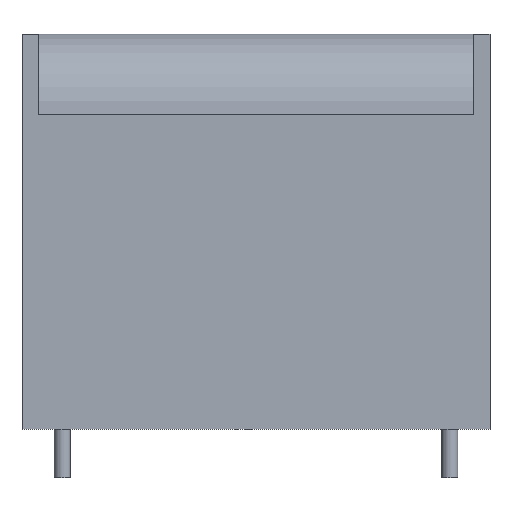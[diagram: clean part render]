
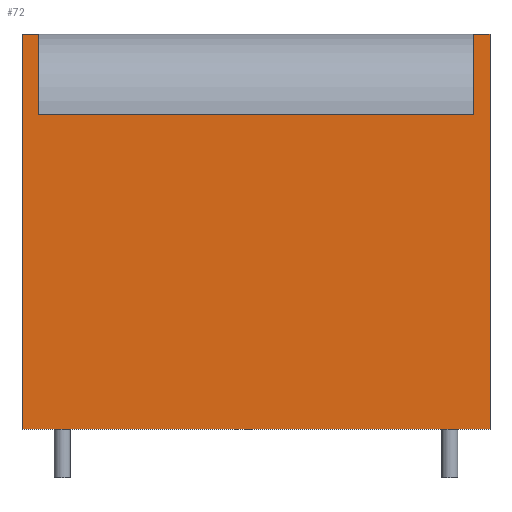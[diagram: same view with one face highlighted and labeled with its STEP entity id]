
A CAD part, front view. The second image highlights one B-rep face of the part: STEP entity #72.
In plain terms, the highlighted planar face has unit normal (0, -1, 0).
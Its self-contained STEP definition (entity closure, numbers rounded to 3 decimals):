
#72=ADVANCED_FACE('',(#5345),#5347,.T.);
#5345=FACE_BOUND('',#5346,.T.);
#5346=EDGE_LOOP('',(#9565,#9566,#9567,#9568,#9569,#9570,#9571,#9572));
#5347=PLANE('',#5348);
#5348=AXIS2_PLACEMENT_3D('',#5349,#5350,#5351);
#5349=CARTESIAN_POINT('',(0.,0.,0.));
#5350=DIRECTION('',(0.,-1.,0.));
#5351=DIRECTION('',(1.,0.,0.));
#9565=ORIENTED_EDGE('',*,*,#13015,.F.);
#9566=ORIENTED_EDGE('',*,*,#13016,.F.);
#9567=ORIENTED_EDGE('',*,*,#13017,.F.);
#9568=ORIENTED_EDGE('',*,*,#13018,.F.);
#9569=ORIENTED_EDGE('',*,*,#13007,.T.);
#9570=ORIENTED_EDGE('',*,*,#13019,.T.);
#9571=ORIENTED_EDGE('',*,*,#13020,.F.);
#9572=ORIENTED_EDGE('',*,*,#13021,.T.);
#13007=EDGE_CURVE('',#14733,#14734,#14735,.T.);
#13015=EDGE_CURVE('',#14749,#14750,#14751,.T.);
#13016=EDGE_CURVE('',#14752,#14749,#14753,.T.);
#13017=EDGE_CURVE('',#14754,#14752,#14755,.T.);
#13018=EDGE_CURVE('',#14733,#14754,#14756,.T.);
#13019=EDGE_CURVE('',#14734,#14757,#14758,.T.);
#13020=EDGE_CURVE('',#14759,#14757,#14760,.T.);
#13021=EDGE_CURVE('',#14759,#14750,#14761,.T.);
#14733=VERTEX_POINT('',#17611);
#14734=VERTEX_POINT('',#17612);
#14735=LINE('',#17613,#17614);
#14749=VERTEX_POINT('',#17647);
#14750=VERTEX_POINT('',#17648);
#14751=LINE('',#17649,#17650);
#14752=VERTEX_POINT('',#17652);
#14753=LINE('',#17653,#17654);
#14754=VERTEX_POINT('',#17656);
#14755=LINE('',#17657,#17658);
#14756=LINE('',#17660,#17661);
#14757=VERTEX_POINT('',#17663);
#14758=LINE('',#17664,#17665);
#14759=VERTEX_POINT('',#17667);
#14760=LINE('',#17668,#17669);
#14761=LINE('',#17671,#17672);
#17611=CARTESIAN_POINT('',(0.,0.,0.));
#17612=CARTESIAN_POINT('',(29.,0.,0.));
#17613=CARTESIAN_POINT('',(0.,0.,0.));
#17614=VECTOR('',#17615,1.);
#17615=DIRECTION('',(1.,0.,0.));
#17647=CARTESIAN_POINT('',(1.,0.,19.5));
#17648=CARTESIAN_POINT('',(28.,0.,19.5));
#17649=CARTESIAN_POINT('',(1.,0.,19.5));
#17650=VECTOR('',#17651,1.);
#17651=DIRECTION('',(1.,0.,0.));
#17652=CARTESIAN_POINT('',(1.,0.,24.5));
#17653=CARTESIAN_POINT('',(1.,0.,24.5));
#17654=VECTOR('',#17655,1.);
#17655=DIRECTION('',(0.,0.,-1.));
#17656=CARTESIAN_POINT('',(0.,0.,24.5));
#17657=CARTESIAN_POINT('',(0.,0.,24.5));
#17658=VECTOR('',#17659,1.);
#17659=DIRECTION('',(1.,0.,0.));
#17660=CARTESIAN_POINT('',(0.,0.,0.));
#17661=VECTOR('',#17662,1.);
#17662=DIRECTION('',(0.,0.,1.));
#17663=CARTESIAN_POINT('',(29.,0.,24.5));
#17664=CARTESIAN_POINT('',(29.,0.,0.));
#17665=VECTOR('',#17666,1.);
#17666=DIRECTION('',(0.,0.,1.));
#17667=CARTESIAN_POINT('',(28.,0.,24.5));
#17668=CARTESIAN_POINT('',(28.,0.,24.5));
#17669=VECTOR('',#17670,1.);
#17670=DIRECTION('',(1.,0.,0.));
#17671=CARTESIAN_POINT('',(28.,0.,24.5));
#17672=VECTOR('',#17673,1.);
#17673=DIRECTION('',(0.,0.,-1.));
